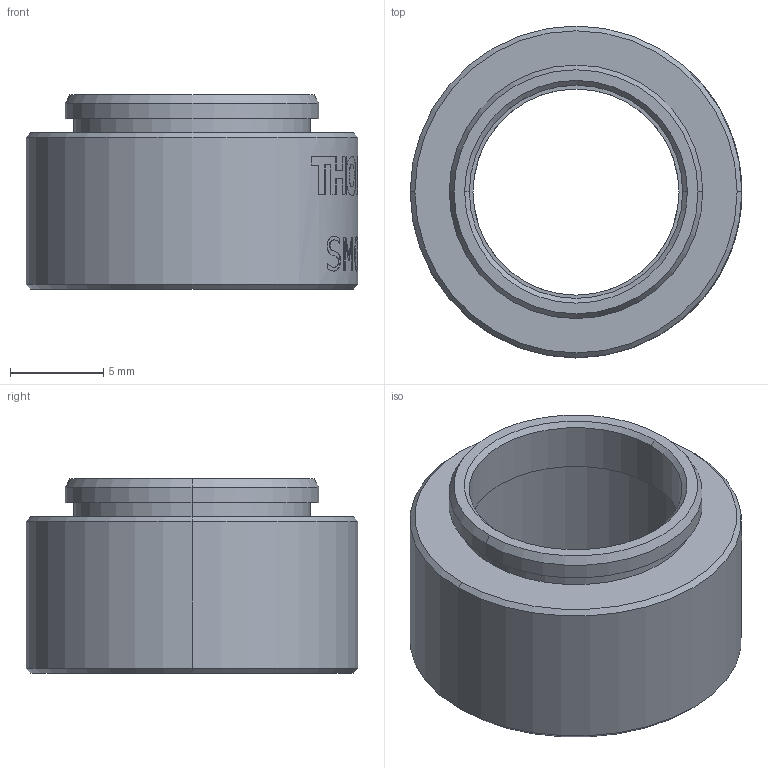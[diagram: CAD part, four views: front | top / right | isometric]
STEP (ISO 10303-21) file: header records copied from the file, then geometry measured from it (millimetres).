
FILE_DESCRIPTION (( 'STEP AP214' ), '1' );
FILE_NAME ('6875-E0W.STEP', '2015-10-30T11:33:29', ( 'admin' ), ( '' ), 'SwSTEP 2.0', 'SolidWorks 2014', '' );
FILE_SCHEMA (( 'AUTOMOTIVE_DESIGN' ));
Length unit declared in the file: millimetre
Products named in the file (1): 6875-E0W
Bounding box: 17.78 x 17.78 x 10.41 mm (x, y, z)
Volume: 1027.2 mm3; surface area: 1518.6 mm2
Topology: 2 solids, 2 shells, 320 faces, 866 edges, 573 vertices
Faces by surface type: bspline 146, plane 120, cylinder 39, cone 15
Entity records: 24661 total; most frequent: CARTESIAN_POINT 14243, ORIENTED_EDGE 1732, DIRECTION 918, EDGE_CURVE 866, VERTEX_POINT 573, B_SPLINE_CURVE_WITH_KNOTS 483, AXIS2_PLACEMENT_3D 360, EDGE_LOOP 347
